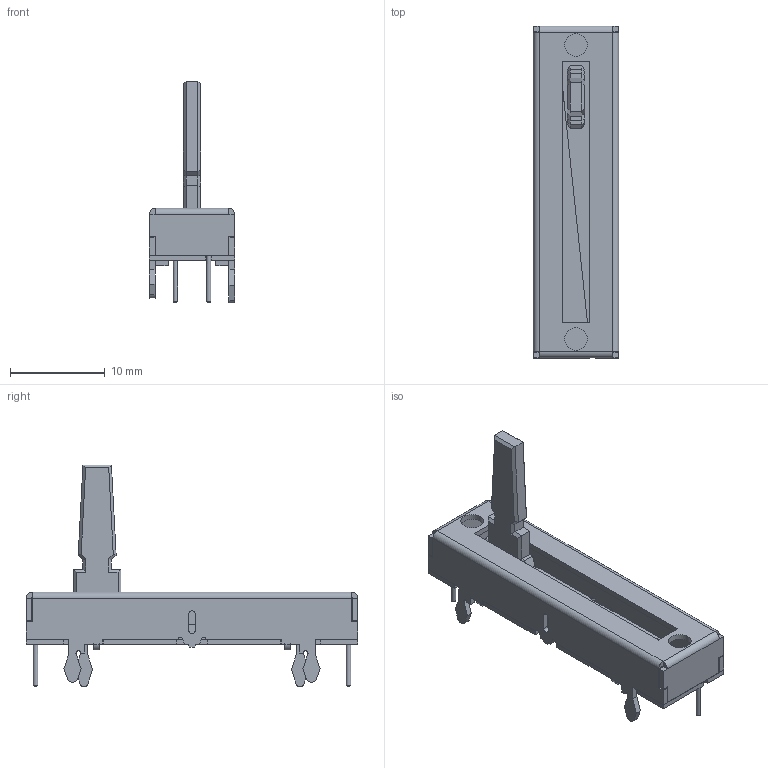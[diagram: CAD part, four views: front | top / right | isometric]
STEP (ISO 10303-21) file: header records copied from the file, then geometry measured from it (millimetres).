
FILE_DESCRIPTION(/* description */ ('','CAx-IF Rec.Pracs.---Representation and Presentation of Product Manufacturing Information (PMI)---4.0---2014-10-13'),/* implementation_level */ '2;1');
FILE_NAME(/* name */ 'PTA2043-2015DPB103.step',/* time_stamp */ '2025-02-11T22:30:40Z',/* author */ (''),/* organization */ (''),/* preprocessor_version */ 'ST-DEVELOPER v20',/* originating_system */ 'Autodesk Translation Framework v13.20.0.188',/* authorisation */ '');
FILE_SCHEMA (('AP242_MANAGED_MODEL_BASED_3D_ENGINEERING_MIM_LF { 1 0 10303 442 1 1 4 }'));
Length unit declared in the file: millimetre
Products named in the file (6): (Unsaved); Lever; Shield (1); Shield; PCB; Pins
Assembly tree (5 placements, depth 3):
  (Unsaved)
    Lever
    Shield (1)
      Shield
    PCB
    Pins
Bounding box: 9 x 35 x 23.4 mm (x, y, z)
Volume: 749 mm3; surface area: 2517.5 mm2
Topology: 4 solids, 4 shells, 314 faces, 819 edges, 513 vertices
Faces by surface type: plane 280, cylinder 31, cone 3
Full cylindrical faces by diameter (mm): 0.5 x3, 2.4 x2
Entity records: 9554 total; most frequent: CARTESIAN_POINT 1657, ORIENTED_EDGE 1638, DIRECTION 1540, EDGE_CURVE 819, LINE 748, VECTOR 748, VERTEX_POINT 513, AXIS2_PLACEMENT_3D 396
